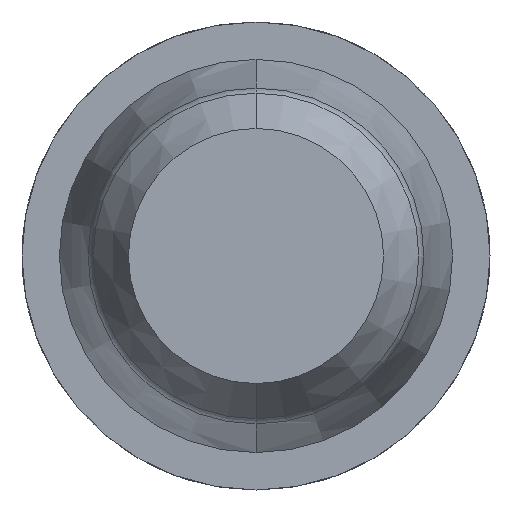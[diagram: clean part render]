
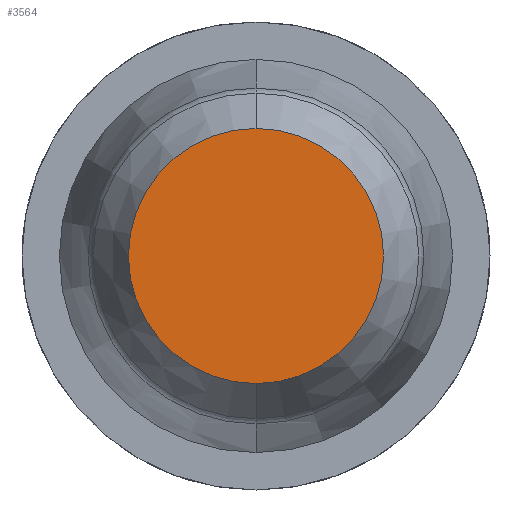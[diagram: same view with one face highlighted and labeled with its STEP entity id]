
A CAD part, front view. The second image highlights one B-rep face of the part: STEP entity #3564.
In plain terms, the highlighted planar face has unit normal (0, -1, 0).
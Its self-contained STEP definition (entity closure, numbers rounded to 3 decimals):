
#266 = PLANE ( 'NONE',  #4395 ) ;
#625 = AXIS2_PLACEMENT_3D ( 'NONE', #4219, #4200, #4571 ) ;
#745 = DIRECTION ( 'NONE',  ( 0., 0., 1. ) ) ;
#754 = DIRECTION ( 'NONE',  ( 0., 1., 0. ) ) ;
#1072 = CIRCLE ( 'NONE', #625, 0.627 ) ;
#1381 = CARTESIAN_POINT ( 'NONE',  ( 0., -30.5, 0. ) ) ;
#1520 = CARTESIAN_POINT ( 'NONE',  ( 0., -30.5, 0. ) ) ;
#1827 = VERTEX_POINT ( 'NONE', #4535 ) ;
#2260 = EDGE_LOOP ( 'NONE', ( #3265, #3026 ) ) ;
#2298 = CARTESIAN_POINT ( 'NONE',  ( 0., -30.5, 0.627 ) ) ;
#2564 = CIRCLE ( 'NONE', #3892, 0.627 ) ;
#2795 = DIRECTION ( 'NONE',  ( 0., 1., 0. ) ) ;
#3026 = ORIENTED_EDGE ( 'NONE', *, *, #3931, .F. ) ;
#3123 = FACE_OUTER_BOUND ( 'NONE', #2260, .T. ) ;
#3265 = ORIENTED_EDGE ( 'NONE', *, *, #3312, .F. ) ;
#3312 = EDGE_CURVE ( 'Defeature ausgef�hrt3_40+Defeature ausgef�hrt3_39+Defeature ausgef�hrt3_39+Defeature ausgef�hrt3_39', #4203, #1827, #2564, .T. ) ;
#3564 = ADVANCED_FACE ( 'Defeature ausgef�hrt3_39', ( #3123 ), #266, .F. ) ;
#3892 = AXIS2_PLACEMENT_3D ( 'NONE', #1520, #754, #745 ) ;
#3894 = DIRECTION ( 'NONE',  ( 0., 0., 1. ) ) ;
#3931 = EDGE_CURVE ( 'Defeature ausgef�hrt3_40+Defeature ausgef�hrt3_39+Defeature ausgef�hrt3_39+Defeature ausgef�hrt3_39', #1827, #4203, #1072, .T. ) ;
#4200 = DIRECTION ( 'NONE',  ( 0., 1., 0. ) ) ;
#4203 = VERTEX_POINT ( 'NONE', #2298 ) ;
#4219 = CARTESIAN_POINT ( 'NONE',  ( 0., -30.5, 0. ) ) ;
#4395 = AXIS2_PLACEMENT_3D ( 'NONE', #1381, #2795, #3894 ) ;
#4535 = CARTESIAN_POINT ( 'NONE',  ( 0., -30.5, -0.627 ) ) ;
#4571 = DIRECTION ( 'NONE',  ( 0., 0., 1. ) ) ;
